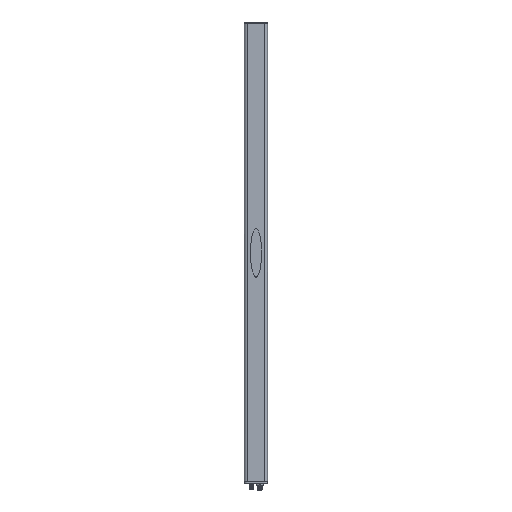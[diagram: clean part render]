
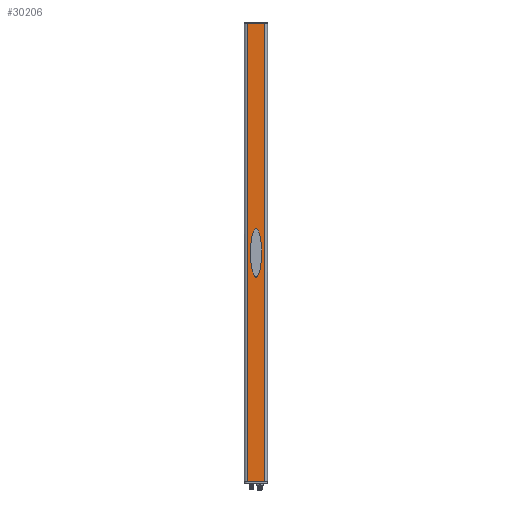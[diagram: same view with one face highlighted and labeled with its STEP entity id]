
A CAD part, front view. The second image highlights one B-rep face of the part: STEP entity #30206.
In plain terms, the highlighted planar face has unit normal (0, -1, 0).
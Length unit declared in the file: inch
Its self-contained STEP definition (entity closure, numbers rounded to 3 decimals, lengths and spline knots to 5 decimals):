
#11555=DIRECTION('',(1.,0.,0.));
#11556=VECTOR('',#11555,1.78741);
#11557=CARTESIAN_POINT('',(-0.89371,-0.64173,
0.));
#11558=LINE('',#11557,#11556);
#11559=DIRECTION('',(0.,0.,-1.));
#11560=VECTOR('',#11559,46.45669);
#11561=CARTESIAN_POINT('',(-0.89371,-0.64173,
46.45669));
#11562=LINE('',#11561,#11560);
#11563=DIRECTION('',(-1.,0.,0.));
#11564=VECTOR('',#11563,1.78741);
#11565=CARTESIAN_POINT('',(0.89371,-0.64173,
46.45669));
#11566=LINE('',#11565,#11564);
#11567=DIRECTION('',(0.,0.,-1.));
#11568=VECTOR('',#11567,46.45669);
#11569=CARTESIAN_POINT('',(0.89371,-0.64173,
46.45669));
#11570=LINE('',#11569,#11568);
#11571=CARTESIAN_POINT('',(0.,-0.64173,20.76772));
#11572=CARTESIAN_POINT('',(-0.03364,-0.64173,
20.76772));
#11573=CARTESIAN_POINT('',(-0.08599,-0.64173,
20.78707));
#11574=CARTESIAN_POINT('',(-0.1571,-0.64173,
20.8587));
#11575=CARTESIAN_POINT('',(-0.2103,-0.64173,
20.9364));
#11576=CARTESIAN_POINT('',(-0.26251,-0.64173,
21.03857));
#11577=CARTESIAN_POINT('',(-0.31284,-0.64173,
21.16495));
#11578=CARTESIAN_POINT('',(-0.36042,-0.64173,
21.31448));
#11579=CARTESIAN_POINT('',(-0.40439,-0.64173,
21.4853));
#11580=CARTESIAN_POINT('',(-0.44402,-0.64173,
21.67483));
#11581=CARTESIAN_POINT('',(-0.47871,-0.64173,
21.87988));
#11582=CARTESIAN_POINT('',(-0.50803,-0.64173,
22.09685));
#11583=CARTESIAN_POINT('',(-0.53173,-0.64173,
22.32189));
#11584=CARTESIAN_POINT('',(-0.54976,-0.64173,
22.55119));
#11585=CARTESIAN_POINT('',(-0.56014,-0.64173,
22.74275));
#11586=CARTESIAN_POINT('',(-0.5658,-0.64173,
22.89462));
#11587=CARTESIAN_POINT('',(-0.56876,-0.64173,
23.00749));
#11588=CARTESIAN_POINT('',(-0.57021,-0.64173,
23.10035));
#11589=CARTESIAN_POINT('',(-0.57077,-0.64173,
23.17383));
#11590=CARTESIAN_POINT('',(-0.57091,-0.64173,
23.22835));
#11591=CARTESIAN_POINT('',(-0.57077,-0.64173,
23.28286));
#11592=CARTESIAN_POINT('',(-0.57021,-0.64173,
23.35634));
#11593=CARTESIAN_POINT('',(-0.56876,-0.64173,
23.44921));
#11594=CARTESIAN_POINT('',(-0.5658,-0.64173,
23.56207));
#11595=CARTESIAN_POINT('',(-0.56014,-0.64173,
23.71395));
#11596=CARTESIAN_POINT('',(-0.54976,-0.64173,
23.90551));
#11597=CARTESIAN_POINT('',(-0.53173,-0.64173,
24.1348));
#11598=CARTESIAN_POINT('',(-0.50803,-0.64173,
24.35985));
#11599=CARTESIAN_POINT('',(-0.47871,-0.64173,
24.57681));
#11600=CARTESIAN_POINT('',(-0.44402,-0.64173,
24.78186));
#11601=CARTESIAN_POINT('',(-0.40439,-0.64173,
24.97139));
#11602=CARTESIAN_POINT('',(-0.36042,-0.64173,
25.14221));
#11603=CARTESIAN_POINT('',(-0.31284,-0.64173,
25.29174));
#11604=CARTESIAN_POINT('',(-0.26251,-0.64173,
25.41812));
#11605=CARTESIAN_POINT('',(-0.2103,-0.64173,
25.52029));
#11606=CARTESIAN_POINT('',(-0.1571,-0.64173,
25.59799));
#11607=CARTESIAN_POINT('',(-0.08599,-0.64173,
25.66963));
#11608=CARTESIAN_POINT('',(-0.03364,-0.64173,
25.68898));
#11609=CARTESIAN_POINT('',(0.,-0.64173,25.68898));
#11611=CARTESIAN_POINT('',(0.,-0.64173,25.68898));
#11612=CARTESIAN_POINT('',(0.03364,-0.64173,
25.68898));
#11613=CARTESIAN_POINT('',(0.08599,-0.64173,
25.66963));
#11614=CARTESIAN_POINT('',(0.1571,-0.64173,
25.59799));
#11615=CARTESIAN_POINT('',(0.2103,-0.64173,
25.52029));
#11616=CARTESIAN_POINT('',(0.26251,-0.64173,
25.41812));
#11617=CARTESIAN_POINT('',(0.31284,-0.64173,
25.29174));
#11618=CARTESIAN_POINT('',(0.36042,-0.64173,
25.14221));
#11619=CARTESIAN_POINT('',(0.40439,-0.64173,
24.97139));
#11620=CARTESIAN_POINT('',(0.44402,-0.64173,
24.78186));
#11621=CARTESIAN_POINT('',(0.47871,-0.64173,
24.57681));
#11622=CARTESIAN_POINT('',(0.50803,-0.64173,
24.35985));
#11623=CARTESIAN_POINT('',(0.53173,-0.64173,
24.1348));
#11624=CARTESIAN_POINT('',(0.54976,-0.64173,
23.90551));
#11625=CARTESIAN_POINT('',(0.56014,-0.64173,
23.71395));
#11626=CARTESIAN_POINT('',(0.5658,-0.64173,
23.56207));
#11627=CARTESIAN_POINT('',(0.56876,-0.64173,
23.44921));
#11628=CARTESIAN_POINT('',(0.57021,-0.64173,
23.35634));
#11629=CARTESIAN_POINT('',(0.57077,-0.64173,
23.28286));
#11630=CARTESIAN_POINT('',(0.57091,-0.64173,
23.22835));
#11631=CARTESIAN_POINT('',(0.57077,-0.64173,
23.17383));
#11632=CARTESIAN_POINT('',(0.57021,-0.64173,
23.10035));
#11633=CARTESIAN_POINT('',(0.56876,-0.64173,
23.00749));
#11634=CARTESIAN_POINT('',(0.5658,-0.64173,
22.89462));
#11635=CARTESIAN_POINT('',(0.56014,-0.64173,
22.74275));
#11636=CARTESIAN_POINT('',(0.54976,-0.64173,
22.55119));
#11637=CARTESIAN_POINT('',(0.53173,-0.64173,
22.32189));
#11638=CARTESIAN_POINT('',(0.50803,-0.64173,
22.09685));
#11639=CARTESIAN_POINT('',(0.47871,-0.64173,
21.87988));
#11640=CARTESIAN_POINT('',(0.44402,-0.64173,
21.67483));
#11641=CARTESIAN_POINT('',(0.40439,-0.64173,
21.4853));
#11642=CARTESIAN_POINT('',(0.36042,-0.64173,
21.31448));
#11643=CARTESIAN_POINT('',(0.31284,-0.64173,
21.16495));
#11644=CARTESIAN_POINT('',(0.26251,-0.64173,
21.03857));
#11645=CARTESIAN_POINT('',(0.2103,-0.64173,
20.9364));
#11646=CARTESIAN_POINT('',(0.1571,-0.64173,
20.8587));
#11647=CARTESIAN_POINT('',(0.08599,-0.64173,
20.78707));
#11648=CARTESIAN_POINT('',(0.03364,-0.64173,
20.76772));
#11649=CARTESIAN_POINT('',(0.,-0.64173,20.76772));
#19125=CARTESIAN_POINT('',(0.89371,-0.64173,
46.45669));
#19126=CARTESIAN_POINT('',(-0.89371,-0.64173,
46.45669));
#19127=VERTEX_POINT('',#19125);
#19128=VERTEX_POINT('',#19126);
#19554=CARTESIAN_POINT('',(-0.89371,-0.64173,
0.));
#19555=CARTESIAN_POINT('',(0.89371,-0.64173,
0.));
#19556=VERTEX_POINT('',#19554);
#19557=VERTEX_POINT('',#19555);
#20593=VERTEX_POINT('',#11571);
#20594=VERTEX_POINT('',#11609);
#30188=CARTESIAN_POINT('',(-1.16929,-0.64173,0.));
#30189=DIRECTION('',(0.,-1.,0.));
#30190=DIRECTION('',(1.,0.,0.));
#30191=AXIS2_PLACEMENT_3D('',#30188,#30189,#30190);
#30192=PLANE('',#30191);
#30193=ORIENTED_EDGE('',*,*,#30180,.F.);
#30194=ORIENTED_EDGE('',*,*,#29767,.F.);
#30196=ORIENTED_EDGE('',*,*,#30195,.F.);
#30197=ORIENTED_EDGE('',*,*,#30017,.T.);
#30198=EDGE_LOOP('',(#30193,#30194,#30196,#30197));
#30199=FACE_OUTER_BOUND('',#30198,.F.);
#30201=ORIENTED_EDGE('',*,*,#30200,.F.);
#30203=ORIENTED_EDGE('',*,*,#30202,.F.);
#30204=EDGE_LOOP('',(#30201,#30203));
#30205=FACE_BOUND('',#30204,.F.);
#30206=ADVANCED_FACE('',(#30199,#30205),#30192,.T.);
#11610=B_SPLINE_CURVE_WITH_KNOTS('',3,(#11571,#11572,#11573,#11574,#11575,
#11576,#11577,#11578,#11579,#11580,#11581,#11582,#11583,#11584,#11585,#11586,
#11587,#11588,#11589,#11590,#11591,#11592,#11593,#11594,#11595,#11596,#11597,
#11598,#11599,#11600,#11601,#11602,#11603,#11604,#11605,#11606,#11607,#11608,
#11609),.UNSPECIFIED.,.F.,.F.,(4,1,1,1,1,1,1,1,1,1,1,1,1,1,1,1,1,1,1,1,1,1,1,1,
1,1,1,1,1,1,1,1,1,1,1,1,4),(0.,0.0625,0.09375,0.125,0.15625,0.1875,
0.21875,0.25,0.28125,0.3125,0.34375,0.375,0.40625,0.4375,
0.45313,0.46875,0.48438,0.49219,0.5,0.50781,0.51563,
0.53125,0.54688,0.5625,0.59375,0.625,0.65625,0.6875,0.71875,
0.75,0.78125,0.8125,0.84375,0.875,0.90625,0.9375,1.),
.UNSPECIFIED.);
#11650=B_SPLINE_CURVE_WITH_KNOTS('',3,(#11611,#11612,#11613,#11614,#11615,
#11616,#11617,#11618,#11619,#11620,#11621,#11622,#11623,#11624,#11625,#11626,
#11627,#11628,#11629,#11630,#11631,#11632,#11633,#11634,#11635,#11636,#11637,
#11638,#11639,#11640,#11641,#11642,#11643,#11644,#11645,#11646,#11647,#11648,
#11649),.UNSPECIFIED.,.F.,.F.,(4,1,1,1,1,1,1,1,1,1,1,1,1,1,1,1,1,1,1,1,1,1,1,1,
1,1,1,1,1,1,1,1,1,1,1,1,4),(0.,0.0625,0.09375,0.125,0.15625,0.1875,
0.21875,0.25,0.28125,0.3125,0.34375,0.375,0.40625,0.4375,
0.45313,0.46875,0.48438,0.49219,0.5,0.50781,0.51563,
0.53125,0.54688,0.5625,0.59375,0.625,0.65625,0.6875,0.71875,
0.75,0.78125,0.8125,0.84375,0.875,0.90625,0.9375,1.),
.UNSPECIFIED.);
#29767=EDGE_CURVE('',#19128,#19556,#11562,.T.);
#30017=EDGE_CURVE('',#19127,#19557,#11570,.T.);
#30180=EDGE_CURVE('',#19556,#19557,#11558,.T.);
#30195=EDGE_CURVE('',#19127,#19128,#11566,.T.);
#30200=EDGE_CURVE('',#20593,#20594,#11610,.T.);
#30202=EDGE_CURVE('',#20594,#20593,#11650,.T.);
